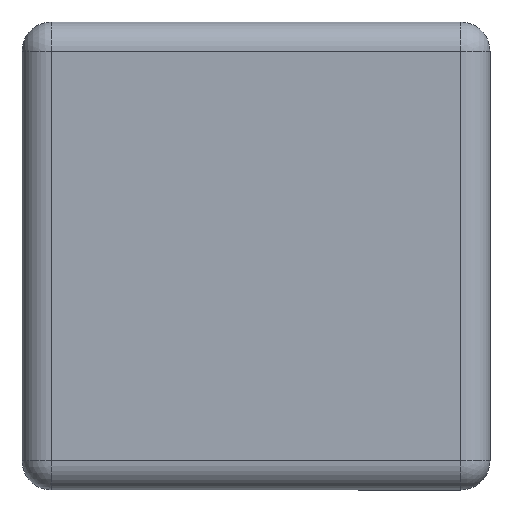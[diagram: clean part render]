
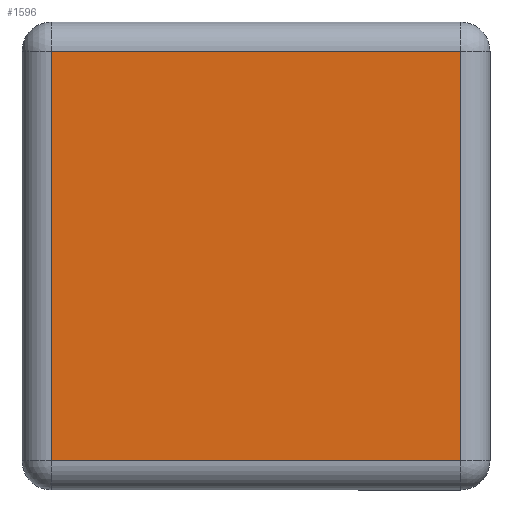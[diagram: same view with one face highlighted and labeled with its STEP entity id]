
A CAD part, left-side view. The second image highlights one B-rep face of the part: STEP entity #1596.
In plain terms, the highlighted planar face has unit normal (-1, 0, 0).
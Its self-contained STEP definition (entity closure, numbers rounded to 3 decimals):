
#1417 = VERTEX_POINT('',#1418);
#1418 = CARTESIAN_POINT('',(-0.8,0.35,0.05));
#1425 = EDGE_CURVE('',#1417,#1426,#1428,.T.);
#1426 = VERTEX_POINT('',#1427);
#1427 = CARTESIAN_POINT('',(-0.8,-0.35,0.05));
#1428 = LINE('',#1429,#1430);
#1429 = CARTESIAN_POINT('',(-0.8,0.4,0.05));
#1430 = VECTOR('',#1431,1.);
#1431 = DIRECTION('',(0.,-1.,0.));
#1492 = VERTEX_POINT('',#1493);
#1493 = CARTESIAN_POINT('',(-0.8,-0.35,0.75));
#1502 = EDGE_CURVE('',#1492,#1426,#1503,.T.);
#1503 = LINE('',#1504,#1505);
#1504 = CARTESIAN_POINT('',(-0.8,-0.35,0.8));
#1505 = VECTOR('',#1506,1.);
#1506 = DIRECTION('',(0.,0.,-1.));
#1542 = VERTEX_POINT('',#1543);
#1543 = CARTESIAN_POINT('',(-0.8,0.35,0.75));
#1558 = EDGE_CURVE('',#1542,#1417,#1559,.T.);
#1559 = LINE('',#1560,#1561);
#1560 = CARTESIAN_POINT('',(-0.8,0.35,0.8));
#1561 = VECTOR('',#1562,1.);
#1562 = DIRECTION('',(0.,0.,-1.));
#1596 = ADVANCED_FACE('',(#1597),#1608,.F.);
#1597 = FACE_BOUND('',#1598,.F.);
#1598 = EDGE_LOOP('',(#1599,#1605,#1606,#1607));
#1599 = ORIENTED_EDGE('',*,*,#1600,.T.);
#1600 = EDGE_CURVE('',#1542,#1492,#1601,.T.);
#1601 = LINE('',#1602,#1603);
#1602 = CARTESIAN_POINT('',(-0.8,0.4,0.75));
#1603 = VECTOR('',#1604,1.);
#1604 = DIRECTION('',(0.,-1.,0.));
#1605 = ORIENTED_EDGE('',*,*,#1502,.T.);
#1606 = ORIENTED_EDGE('',*,*,#1425,.F.);
#1607 = ORIENTED_EDGE('',*,*,#1558,.F.);
#1608 = PLANE('',#1609);
#1609 = AXIS2_PLACEMENT_3D('',#1610,#1611,#1612);
#1610 = CARTESIAN_POINT('',(-0.8,0.4,0.8));
#1611 = DIRECTION('',(1.,0.,0.));
#1612 = DIRECTION('',(0.,0.,-1.));
